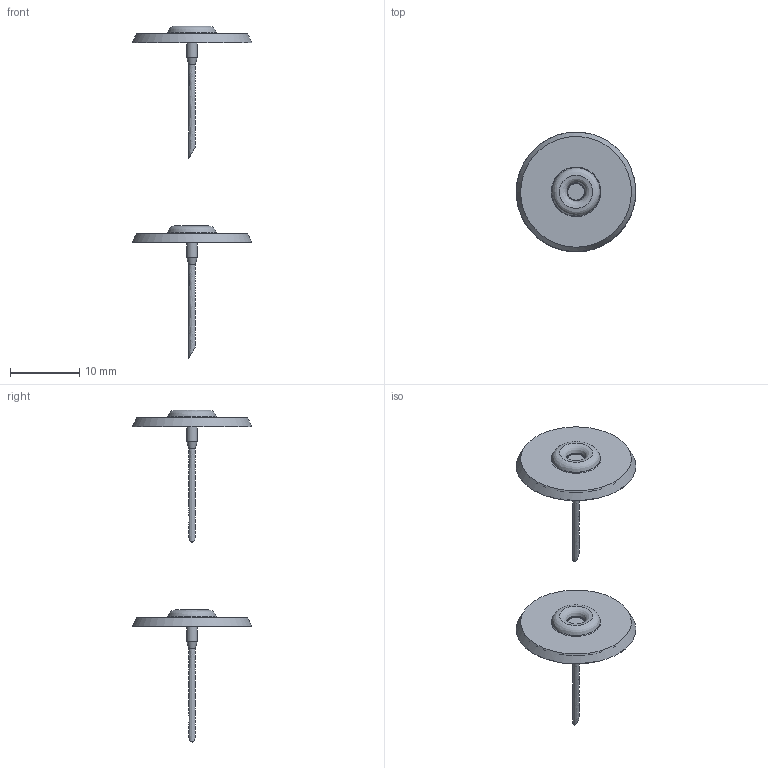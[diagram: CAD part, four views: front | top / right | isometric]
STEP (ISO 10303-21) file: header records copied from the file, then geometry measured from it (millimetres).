
FILE_DESCRIPTION ((), '1');
FILE_NAME ('Leaf.STP', '2024-08-28T10:10:34', ('Unknown'), ('Global Precision'), 'OneCNC-XR7 Mill 3D Expert', 'OneCNC-XR7 Mill 3D Expert', '');
FILE_SCHEMA (('CONFIG_CONTROL_DESIGN'));
Length unit declared in the file: millimetre
Bounding box: 17.3 x 17.29 x 48 mm (x, y, z)
Volume: 178.4 mm3; surface area: 1282.1 mm2
Topology: 2 solids, 2 shells, 46 faces, 78 edges, 44 vertices
Faces by surface type: bspline 46
Entity records: 5259 total; most frequent: CARTESIAN_POINT 4688, ORIENTED_EDGE 156, EDGE_CURVE 78, EDGE_LOOP 54, FACE_OUTER_BOUND 46, ADVANCED_FACE 46, VERTEX_POINT 44, B_SPLINE_CURVE_WITH_KNOTS 26
